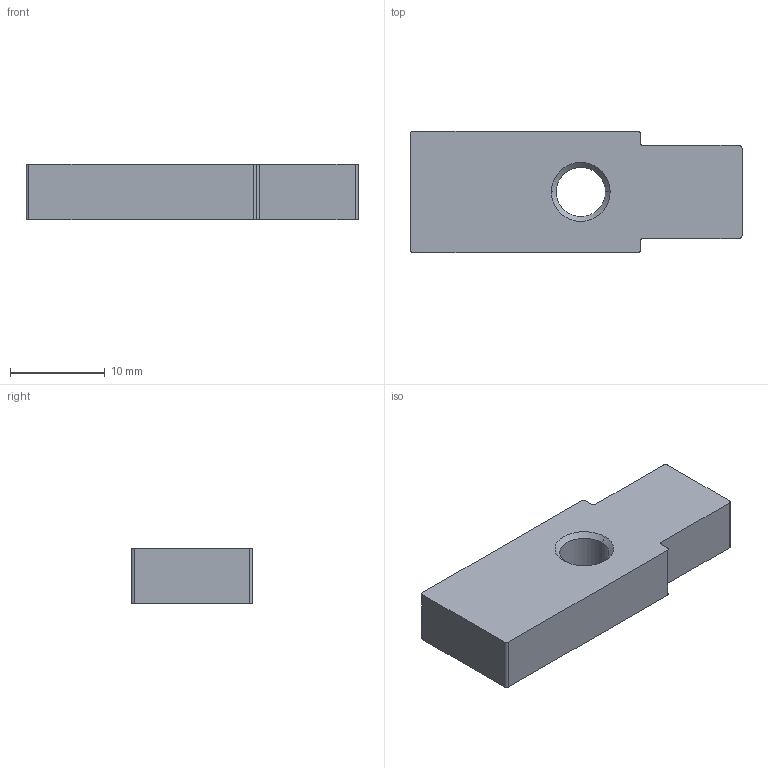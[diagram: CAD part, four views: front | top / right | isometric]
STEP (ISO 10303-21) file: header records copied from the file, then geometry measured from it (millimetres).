
FILE_DESCRIPTION (( 'STEP AP203' ), '1' );
FILE_NAME ('R244.000.020.STEP', '2016-10-24T12:23:21', ( 'Utente' ), ( '' ), 'SwSTEP 2.0', 'SolidWorks 2016', '' );
FILE_SCHEMA (( 'CONFIG_CONTROL_DESIGN' ));
Length unit declared in the file: millimetre
Products named in the file (1): R244.000.020
Bounding box: 35 x 12.8 x 5.8 mm (x, y, z)
Volume: 2286.4 mm3; surface area: 1428 mm2
Topology: 1 solids, 1 shells, 22 faces, 58 edges, 38 vertices
Faces by surface type: cylinder 10, plane 10, cone 2
Entity records: 769 total; most frequent: DIRECTION 126, CARTESIAN_POINT 119, ORIENTED_EDGE 116, EDGE_CURVE 58, AXIS2_PLACEMENT_3D 45, VERTEX_POINT 38, VECTOR 36, LINE 36
